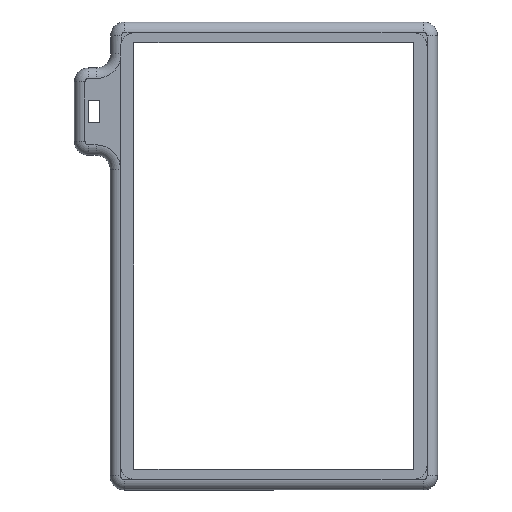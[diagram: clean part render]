
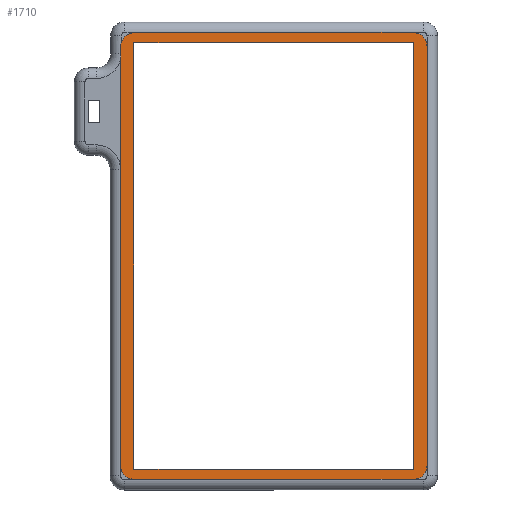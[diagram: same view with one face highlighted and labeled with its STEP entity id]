
A CAD part, top view. The second image highlights one B-rep face of the part: STEP entity #1710.
In plain terms, the highlighted planar face has unit normal (0, 0, 1).
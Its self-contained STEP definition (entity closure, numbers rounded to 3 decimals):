
#69 = VECTOR ( 'NONE', #1580, 1000. ) ;
#81 = DIRECTION ( 'NONE',  ( 0., 1., 0. ) ) ;
#84 = CARTESIAN_POINT ( 'NONE',  ( 39.8, -63.9, 2.8 ) ) ;
#92 = AXIS2_PLACEMENT_3D ( 'NONE', #1109, #432, #1403 ) ;
#112 = VERTEX_POINT ( 'NONE', #1382 ) ;
#133 = EDGE_CURVE ( 'NONE', #678, #1820, #202, .T. ) ;
#141 = CARTESIAN_POINT ( 'NONE',  ( 40., 61., 2.8 ) ) ;
#143 = VECTOR ( 'NONE', #783, 1000. ) ;
#150 = CARTESIAN_POINT ( 'NONE',  ( 0., -63.9, 2.8 ) ) ;
#175 = CARTESIAN_POINT ( 'NONE',  ( 43.8, -59.9, 2.8 ) ) ;
#193 = EDGE_CURVE ( 'NONE', #457, #759, #1340, .T. ) ;
#202 = CIRCLE ( 'NONE', #1558, 4. ) ;
#246 = CARTESIAN_POINT ( 'NONE',  ( -43.8, -59.9, 2.8 ) ) ;
#251 = FACE_OUTER_BOUND ( 'NONE', #596, .T. ) ;
#266 = VERTEX_POINT ( 'NONE', #1047 ) ;
#306 = EDGE_CURVE ( 'NONE', #1820, #776, #1079, .T. ) ;
#315 = VECTOR ( 'NONE', #1323, 1000. ) ;
#335 = CARTESIAN_POINT ( 'NONE',  ( 0., 61., 2.8 ) ) ;
#341 = EDGE_CURVE ( 'NONE', #776, #1443, #853, .T. ) ;
#413 = ORIENTED_EDGE ( 'NONE', *, *, #1720, .F. ) ;
#432 = DIRECTION ( 'NONE',  ( 0., 0., 1. ) ) ;
#440 = DIRECTION ( 'NONE',  ( -1., 0., 0. ) ) ;
#457 = VERTEX_POINT ( 'NONE', #1301 ) ;
#486 = EDGE_CURVE ( 'NONE', #693, #112, #1004, .T. ) ;
#526 = VERTEX_POINT ( 'NONE', #141 ) ;
#533 = CARTESIAN_POINT ( 'NONE',  ( -43.8, 59.9, 2.8 ) ) ;
#537 = DIRECTION ( 'NONE',  ( 1., 0., 0. ) ) ;
#558 = DIRECTION ( 'NONE',  ( 0., -1., 0. ) ) ;
#560 = ORIENTED_EDGE ( 'NONE', *, *, #486, .T. ) ;
#580 = ORIENTED_EDGE ( 'NONE', *, *, #193, .F. ) ;
#584 = CARTESIAN_POINT ( 'NONE',  ( -40., 61., 2.8 ) ) ;
#596 = EDGE_LOOP ( 'NONE', ( #1521, #974, #937, #1335, #1728, #1623, #580, #413 ) ) ;
#601 = CARTESIAN_POINT ( 'NONE',  ( 40., 0., 2.8 ) ) ;
#616 = VECTOR ( 'NONE', #558, 1000. ) ;
#629 = CARTESIAN_POINT ( 'NONE',  ( 39.8, -59.9, 2.8 ) ) ;
#645 = EDGE_CURVE ( 'NONE', #847, #526, #1053, .T. ) ;
#654 = EDGE_CURVE ( 'NONE', #1106, #759, #1709, .T. ) ;
#678 = VERTEX_POINT ( 'NONE', #1759 ) ;
#692 = DIRECTION ( 'NONE',  ( 0., 0., 1. ) ) ;
#693 = VERTEX_POINT ( 'NONE', #1338 ) ;
#697 = ORIENTED_EDGE ( 'NONE', *, *, #1308, .T. ) ;
#698 = CARTESIAN_POINT ( 'NONE',  ( -39.8, -59.9, 2.8 ) ) ;
#759 = VERTEX_POINT ( 'NONE', #175 ) ;
#776 = VERTEX_POINT ( 'NONE', #246 ) ;
#783 = DIRECTION ( 'NONE',  ( 1., 0., 0. ) ) ;
#800 = DIRECTION ( 'NONE',  ( 0., 0., 1. ) ) ;
#847 = VERTEX_POINT ( 'NONE', #584 ) ;
#853 = CIRCLE ( 'NONE', #1351, 4. ) ;
#856 = ORIENTED_EDGE ( 'NONE', *, *, #645, .T. ) ;
#877 = CARTESIAN_POINT ( 'NONE',  ( -39.8, -63.9, 2.8 ) ) ;
#906 = DIRECTION ( 'NONE',  ( 1., 0., 0. ) ) ;
#914 = AXIS2_PLACEMENT_3D ( 'NONE', #1007, #1848, #975 ) ;
#937 = ORIENTED_EDGE ( 'NONE', *, *, #306, .T. ) ;
#974 = ORIENTED_EDGE ( 'NONE', *, *, #133, .T. ) ;
#975 = DIRECTION ( 'NONE',  ( 1., 0., 0. ) ) ;
#984 = CARTESIAN_POINT ( 'NONE',  ( -43.8, 0., 2.8 ) ) ;
#1004 = LINE ( 'NONE', #1136, #1738 ) ;
#1007 = CARTESIAN_POINT ( 'NONE',  ( 39.8, 59.9, 2.8 ) ) ;
#1019 = VECTOR ( 'NONE', #81, 1000. ) ;
#1047 = CARTESIAN_POINT ( 'NONE',  ( 39.8, 63.9, 2.8 ) ) ;
#1053 = LINE ( 'NONE', #335, #143 ) ;
#1079 = LINE ( 'NONE', #984, #616 ) ;
#1085 = VECTOR ( 'NONE', #1620, 1000. ) ;
#1106 = VERTEX_POINT ( 'NONE', #84 ) ;
#1109 = CARTESIAN_POINT ( 'NONE',  ( 0., 0., 2.8 ) ) ;
#1123 = LINE ( 'NONE', #1290, #69 ) ;
#1127 = VECTOR ( 'NONE', #1281, 1000. ) ;
#1136 = CARTESIAN_POINT ( 'NONE',  ( 0., -61., 2.8 ) ) ;
#1156 = LINE ( 'NONE', #150, #315 ) ;
#1181 = CARTESIAN_POINT ( 'NONE',  ( 43.8, 0., 2.8 ) ) ;
#1188 = DIRECTION ( 'NONE',  ( 0., 0., 1. ) ) ;
#1226 = CARTESIAN_POINT ( 'NONE',  ( -40., 0., 2.8 ) ) ;
#1243 = CARTESIAN_POINT ( 'NONE',  ( -39.8, 59.9, 2.8 ) ) ;
#1257 = EDGE_CURVE ( 'NONE', #1443, #1106, #1156, .T. ) ;
#1281 = DIRECTION ( 'NONE',  ( 0., -1., 0. ) ) ;
#1290 = CARTESIAN_POINT ( 'NONE',  ( 0., 63.9, 2.8 ) ) ;
#1301 = CARTESIAN_POINT ( 'NONE',  ( 43.8, 59.9, 2.8 ) ) ;
#1308 = EDGE_CURVE ( 'NONE', #112, #847, #1501, .T. ) ;
#1323 = DIRECTION ( 'NONE',  ( 1., 0., 0. ) ) ;
#1335 = ORIENTED_EDGE ( 'NONE', *, *, #341, .T. ) ;
#1338 = CARTESIAN_POINT ( 'NONE',  ( 40., -61., 2.8 ) ) ;
#1340 = LINE ( 'NONE', #1181, #1085 ) ;
#1351 = AXIS2_PLACEMENT_3D ( 'NONE', #698, #692, #537 ) ;
#1364 = DIRECTION ( 'NONE',  ( 1., 0., 0. ) ) ;
#1382 = CARTESIAN_POINT ( 'NONE',  ( -40., -61., 2.8 ) ) ;
#1402 = ORIENTED_EDGE ( 'NONE', *, *, #1424, .T. ) ;
#1403 = DIRECTION ( 'NONE',  ( 1., 0., 0. ) ) ;
#1414 = EDGE_CURVE ( 'NONE', #678, #266, #1123, .T. ) ;
#1424 = EDGE_CURVE ( 'NONE', #526, #693, #1712, .T. ) ;
#1443 = VERTEX_POINT ( 'NONE', #877 ) ;
#1465 = AXIS2_PLACEMENT_3D ( 'NONE', #629, #1188, #906 ) ;
#1492 = EDGE_LOOP ( 'NONE', ( #1402, #560, #697, #856 ) ) ;
#1501 = LINE ( 'NONE', #1226, #1019 ) ;
#1521 = ORIENTED_EDGE ( 'NONE', *, *, #1414, .F. ) ;
#1558 = AXIS2_PLACEMENT_3D ( 'NONE', #1243, #800, #1364 ) ;
#1580 = DIRECTION ( 'NONE',  ( 1., 0., 0. ) ) ;
#1595 = CIRCLE ( 'NONE', #914, 4. ) ;
#1620 = DIRECTION ( 'NONE',  ( 0., -1., 0. ) ) ;
#1623 = ORIENTED_EDGE ( 'NONE', *, *, #654, .T. ) ;
#1709 = CIRCLE ( 'NONE', #1465, 4. ) ;
#1710 = ADVANCED_FACE ( 'NONE', ( #1855, #251 ), #1827, .T. ) ;
#1712 = LINE ( 'NONE', #601, #1127 ) ;
#1720 = EDGE_CURVE ( 'NONE', #266, #457, #1595, .T. ) ;
#1728 = ORIENTED_EDGE ( 'NONE', *, *, #1257, .T. ) ;
#1738 = VECTOR ( 'NONE', #440, 1000. ) ;
#1759 = CARTESIAN_POINT ( 'NONE',  ( -39.8, 63.9, 2.8 ) ) ;
#1820 = VERTEX_POINT ( 'NONE', #533 ) ;
#1827 = PLANE ( 'NONE',  #92 ) ;
#1848 = DIRECTION ( 'NONE',  ( 0., 0., -1. ) ) ;
#1855 = FACE_BOUND ( 'NONE', #1492, .T. ) ;
